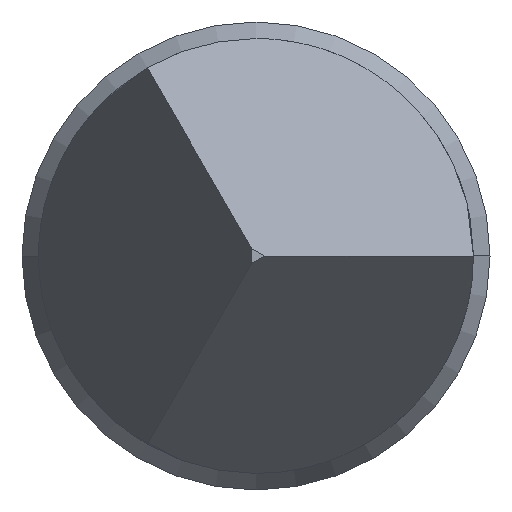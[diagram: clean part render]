
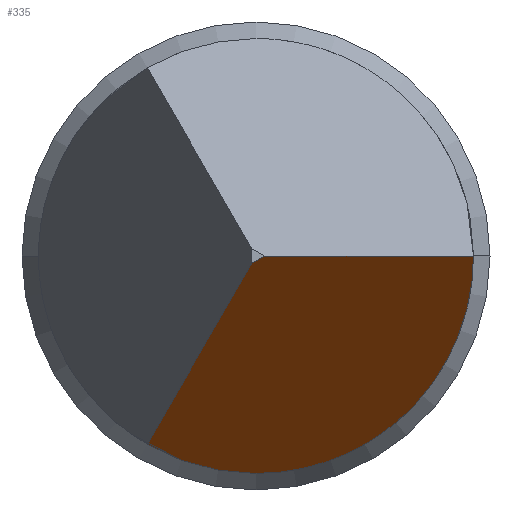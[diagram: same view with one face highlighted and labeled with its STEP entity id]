
A CAD part, left-side view. The second image highlights one B-rep face of the part: STEP entity #335.
In plain terms, the highlighted planar face has unit normal (-0.446, -0.448, -0.775).
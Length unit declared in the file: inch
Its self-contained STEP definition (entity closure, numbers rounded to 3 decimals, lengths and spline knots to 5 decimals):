
#15 = ORIENTED_EDGE ( 'NONE', *, *, #687, .F. ) ;
#77 = ORIENTED_EDGE ( 'NONE', *, *, #324, .F. ) ;
#89 = CARTESIAN_POINT ( 'NONE',  ( -0.47408, 0., -0.025 ) ) ;
#91 = LINE ( 'NONE', #946, #619 ) ;
#136 =( BOUNDED_CURVE ( )  B_SPLINE_CURVE ( 3, ( #794, #560, #799, #89 ),
 .UNSPECIFIED., .F., .F. ) 
 B_SPLINE_CURVE_WITH_KNOTS ( ( 4, 4 ),
 ( 2.0944, 2.61799 ),
 .UNSPECIFIED. ) 
 CURVE ( )  GEOMETRIC_REPRESENTATION_ITEM ( )  RATIONAL_B_SPLINE_CURVE ( ( 1., 0.977, 0.977, 1. ) ) 
 REPRESENTATION_ITEM ( '' )  );
#137 = FACE_OUTER_BOUND ( 'NONE', #701, .T. ) ;
#267 = EDGE_CURVE ( 'NONE', #680, #607, #136, .T. ) ;
#296 = CARTESIAN_POINT ( 'NONE',  ( -0.5165, -0.001, 0. ) ) ;
#324 = EDGE_CURVE ( 'NONE', #599, #844, #91, .T. ) ;
#326 = CARTESIAN_POINT ( 'NONE',  ( -0.49243, 0.0125, -0.02165 ) ) ;
#335 = ADVANCED_FACE ( 'NONE', ( #137 ), #828, .T. ) ;
#348 = CARTESIAN_POINT ( 'NONE',  ( -0.5165, 0.80061, -0.46281 ) ) ;
#373 = CARTESIAN_POINT ( 'NONE',  ( -0.49243, -0.025, 0. ) ) ;
#399 = AXIS2_PLACEMENT_3D ( 'NONE', #348, #429, #936 ) ;
#428 = ORIENTED_EDGE ( 'NONE', *, *, #907, .T. ) ;
#429 = DIRECTION ( 'NONE',  ( -0.446, -0.447, -0.775 ) ) ;
#459 = CARTESIAN_POINT ( 'NONE',  ( -0.9173, -0.19933, 0.34525 ) ) ;
#472 = LINE ( 'NONE', #750, #665 ) ;
#488 = CARTESIAN_POINT ( 'NONE',  ( -0.45939, -0.01464, -0.025 ) ) ;
#552 = DIRECTION ( 'NONE',  ( 0.708, -0.706, 0. ) ) ;
#560 = CARTESIAN_POINT ( 'NONE',  ( -0.48476, 0.00868, -0.02386 ) ) ;
#571 = LINE ( 'NONE', #459, #600 ) ;
#589 = CARTESIAN_POINT ( 'NONE',  ( -0.47408, 0., -0.025 ) ) ;
#596 = DIRECTION ( 'NONE',  ( 0., -0.866, 0.5 ) ) ;
#598 = EDGE_CURVE ( 'NONE', #844, #791, #472, .T. ) ;
#599 = VERTEX_POINT ( 'NONE', #763 ) ;
#600 = VECTOR ( 'NONE', #636, 39.37008 ) ;
#607 = VERTEX_POINT ( 'NONE', #812 ) ;
#619 = VECTOR ( 'NONE', #596, 39.37008 ) ;
#631 = ORIENTED_EDGE ( 'NONE', *, *, #267, .T. ) ;
#636 = DIRECTION ( 'NONE',  ( -0.708, -0.353, 0.612 ) ) ;
#665 = VECTOR ( 'NONE', #552, 39.37008 ) ;
#680 = VERTEX_POINT ( 'NONE', #326 ) ;
#687 = EDGE_CURVE ( 'NONE', #680, #599, #571, .T. ) ;
#701 = EDGE_LOOP ( 'NONE', ( #15, #631, #428, #717, #77 ) ) ;
#716 = CARTESIAN_POINT ( 'NONE',  ( -0.46699, -0.025, -0.01464 ) ) ;
#717 = ORIENTED_EDGE ( 'NONE', *, *, #598, .F. ) ;
#721 = CARTESIAN_POINT ( 'NONE',  ( -0.49243, -0.025, 0. ) ) ;
#750 = CARTESIAN_POINT ( 'NONE',  ( -0.11645, -0.39992, 0. ) ) ;
#763 = CARTESIAN_POINT ( 'NONE',  ( -0.5165, 0.0005, -0.00087 ) ) ;
#791 = VERTEX_POINT ( 'NONE', #373 ) ;
#794 = CARTESIAN_POINT ( 'NONE',  ( -0.49243, 0.0125, -0.02165 ) ) ;
#799 = CARTESIAN_POINT ( 'NONE',  ( -0.4785, 0.00441, -0.025 ) ) ;
#812 = CARTESIAN_POINT ( 'NONE',  ( -0.47408, 0., -0.025 ) ) ;
#828 = PLANE ( 'NONE',  #399 ) ;
#844 = VERTEX_POINT ( 'NONE', #296 ) ;
#887 =( BOUNDED_CURVE ( )  B_SPLINE_CURVE ( 3, ( #589, #488, #716, #721 ),
 .UNSPECIFIED., .F., .F. ) 
 B_SPLINE_CURVE_WITH_KNOTS ( ( 4, 4 ),
 ( 2.61799, 4.18879 ),
 .UNSPECIFIED. ) 
 CURVE ( )  GEOMETRIC_REPRESENTATION_ITEM ( )  RATIONAL_B_SPLINE_CURVE ( ( 1., 0.805, 0.805, 1. ) ) 
 REPRESENTATION_ITEM ( '' )  );
#907 = EDGE_CURVE ( 'NONE', #607, #791, #887, .T. ) ;
#936 = DIRECTION ( 'NONE',  ( 0., 0.866, -0.5 ) ) ;
#946 = CARTESIAN_POINT ( 'NONE',  ( -0.5165, 0.80061, -0.46281 ) ) ;
